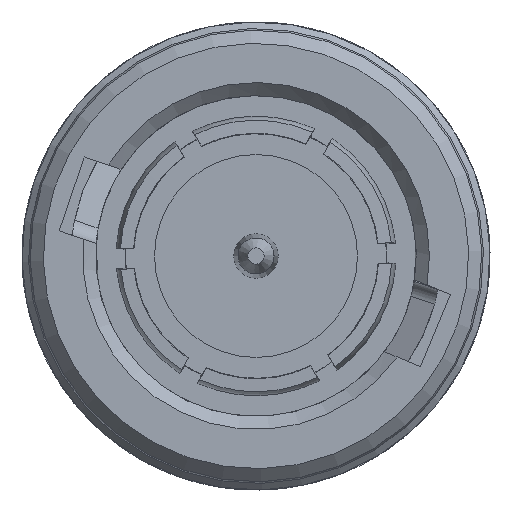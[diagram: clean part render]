
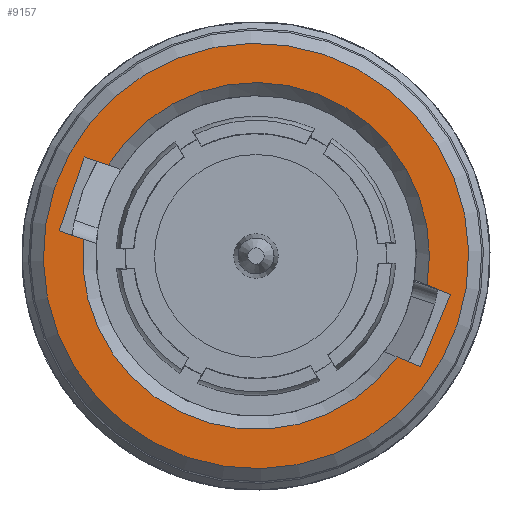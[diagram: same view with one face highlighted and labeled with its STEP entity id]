
A CAD part, left-side view. The second image highlights one B-rep face of the part: STEP entity #9157.
In plain terms, the highlighted planar face has unit normal (-1, 0, 0).
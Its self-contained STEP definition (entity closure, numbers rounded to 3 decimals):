
#372 = VERTEX_POINT ( 'NONE', #919 ) ;
#373 = VERTEX_POINT ( 'NONE', #921 ) ;
#471 = VERTEX_POINT ( 'NONE', #941 ) ;
#919 = CARTESIAN_POINT ( 'NONE',  ( -63.211, 4.514, 2.777 ) ) ;
#921 = CARTESIAN_POINT ( 'NONE',  ( -63.211, -4.309, -3.086 ) ) ;
#941 = CARTESIAN_POINT ( 'NONE',  ( -63.211, -5.226, -0.884 ) ) ;
#1538 = AXIS2_PLACEMENT_3D ( 'NONE', #17314, #17315, #17316 ) ;
#1948 = VECTOR ( 'NONE', #17313, 1000. ) ;
#2185 = CIRCLE ( 'NONE', #2186, 6.5 ) ;
#2186 = AXIS2_PLACEMENT_3D ( 'NONE', #17164, #17165, #17166 ) ;
#2187 = VECTOR ( 'NONE', #17168, 1000. ) ;
#2211 = VECTOR ( 'NONE', #17304, 1000. ) ;
#2212 = CIRCLE ( 'NONE', #2215, 5.3 ) ;
#2214 = VECTOR ( 'NONE', #17308, 1000. ) ;
#2215 = AXIS2_PLACEMENT_3D ( 'NONE', #17309, #17310, #17311 ) ;
#2216 = CIRCLE ( 'NONE', #1538, 5.3 ) ;
#2218 = VECTOR ( 'NONE', #17318, 1000. ) ;
#2219 = VECTOR ( 'NONE', #17320, 1000. ) ;
#3408 = AXIS2_PLACEMENT_3D ( 'NONE', #23098, #23099, #23100 ) ;
#5594 = EDGE_CURVE ( 'NONE', #19049, #19049, #2185, .T. ) ;
#5595 = EDGE_CURVE ( 'NONE', #11876, #11875, #13156, .T. ) ;
#5624 = EDGE_CURVE ( 'NONE', #11898, #11899, #13269, .T. ) ;
#5626 = EDGE_CURVE ( 'NONE', #11900, #11876, #13271, .T. ) ;
#5627 = EDGE_CURVE ( 'NONE', #11900, #373, #2212, .T. ) ;
#5628 = EDGE_CURVE ( 'NONE', #372, #11875, #13272, .T. ) ;
#5629 = EDGE_CURVE ( 'NONE', #471, #372, #2216, .T. ) ;
#5630 = EDGE_CURVE ( 'NONE', #471, #11899, #13273, .T. ) ;
#5631 = EDGE_CURVE ( 'NONE', #373, #11898, #13274, .T. ) ;
#6499 = ORIENTED_EDGE ( 'NONE', *, *, #5594, .T. ) ;
#6500 = ORIENTED_EDGE ( 'NONE', *, *, #5627, .F. ) ;
#6501 = ORIENTED_EDGE ( 'NONE', *, *, #5595, .T. ) ;
#6502 = ORIENTED_EDGE ( 'NONE', *, *, #5626, .T. ) ;
#6503 = ORIENTED_EDGE ( 'NONE', *, *, #5628, .F. ) ;
#6504 = ORIENTED_EDGE ( 'NONE', *, *, #5630, .T. ) ;
#6505 = ORIENTED_EDGE ( 'NONE', *, *, #5629, .F. ) ;
#6506 = ORIENTED_EDGE ( 'NONE', *, *, #5624, .F. ) ;
#6507 = ORIENTED_EDGE ( 'NONE', *, *, #5631, .F. ) ;
#6710 = EDGE_LOOP ( 'NONE', ( #6499 ) ) ;
#6775 = EDGE_LOOP ( 'NONE', ( #6500, #6502, #6501, #6503, #6505, #6504, #6506, #6507 ) ) ;
#9157 = ADVANCED_FACE ( 'NONE', ( #18598, #18599 ), #23097, .T. ) ;
#11875 = VERTEX_POINT ( 'NONE', #26572 ) ;
#11876 = VERTEX_POINT ( 'NONE', #26573 ) ;
#11898 = VERTEX_POINT ( 'NONE', #26595 ) ;
#11899 = VERTEX_POINT ( 'NONE', #26596 ) ;
#11900 = VERTEX_POINT ( 'NONE', #26597 ) ;
#13156 = LINE ( 'NONE', #17167, #2187 ) ;
#13269 = LINE ( 'NONE', #17303, #2211 ) ;
#13271 = LINE ( 'NONE', #17307, #2214 ) ;
#13272 = LINE ( 'NONE', #17312, #1948 ) ;
#13273 = LINE ( 'NONE', #17317, #2218 ) ;
#13274 = LINE ( 'NONE', #17319, #2219 ) ;
#17164 = CARTESIAN_POINT ( 'NONE',  ( -63.211, 0., 0. ) ) ;
#17165 = DIRECTION ( 'NONE',  ( -1., 0., 0. ) ) ;
#17166 = DIRECTION ( 'NONE',  ( 0., -0.319, 0.948 ) ) ;
#17167 = CARTESIAN_POINT ( 'NONE',  ( -63.211, 6.01, 0.765 ) ) ;
#17168 = DIRECTION ( 'NONE',  ( 0., -0.319, 0.948 ) ) ;
#17303 = CARTESIAN_POINT ( 'NONE',  ( -63.211, -5.026, -3.384 ) ) ;
#17304 = DIRECTION ( 'NONE',  ( 0., -0.384, 0.923 ) ) ;
#17307 = CARTESIAN_POINT ( 'NONE',  ( -63.211, 4.616, 0.295 ) ) ;
#17308 = DIRECTION ( 'NONE',  ( 0., 0.948, 0.319 ) ) ;
#17309 = CARTESIAN_POINT ( 'NONE',  ( -63.211, 0., 0. ) ) ;
#17310 = DIRECTION ( 'NONE',  ( -1., 0., 0. ) ) ;
#17311 = DIRECTION ( 'NONE',  ( 0., -0.319, 0.948 ) ) ;
#17312 = CARTESIAN_POINT ( 'NONE',  ( -63.211, 3.855, 2.556 ) ) ;
#17313 = DIRECTION ( 'NONE',  ( 0., 0.948, 0.319 ) ) ;
#17314 = CARTESIAN_POINT ( 'NONE',  ( -63.211, 0., 0. ) ) ;
#17315 = DIRECTION ( 'NONE',  ( -1., 0., 0. ) ) ;
#17316 = DIRECTION ( 'NONE',  ( 0., -0.319, 0.948 ) ) ;
#17317 = CARTESIAN_POINT ( 'NONE',  ( -63.211, -4.584, -0.616 ) ) ;
#17318 = DIRECTION ( 'NONE',  ( 0., -0.923, -0.384 ) ) ;
#17319 = CARTESIAN_POINT ( 'NONE',  ( -63.211, -3.667, -2.818 ) ) ;
#17320 = DIRECTION ( 'NONE',  ( 0., -0.923, -0.384 ) ) ;
#18598 = FACE_OUTER_BOUND ( 'NONE', #6710, .T. ) ;
#18599 = FACE_BOUND ( 'NONE', #6775, .T. ) ;
#19049 = VERTEX_POINT ( 'NONE', #27021 ) ;
#23097 = PLANE ( 'NONE',  #3408 ) ;
#23098 = CARTESIAN_POINT ( 'NONE',  ( -63.211, 5.023, 1.691 ) ) ;
#23099 = DIRECTION ( 'NONE',  ( -1., 0., 0. ) ) ;
#23100 = DIRECTION ( 'NONE',  ( 0., -0.319, 0.948 ) ) ;
#26572 = CARTESIAN_POINT ( 'NONE',  ( -63.211, 5.249, 3.025 ) ) ;
#26573 = CARTESIAN_POINT ( 'NONE',  ( -63.211, 6.01, 0.765 ) ) ;
#26595 = CARTESIAN_POINT ( 'NONE',  ( -63.211, -5.026, -3.384 ) ) ;
#26596 = CARTESIAN_POINT ( 'NONE',  ( -63.211, -5.942, -1.182 ) ) ;
#26597 = CARTESIAN_POINT ( 'NONE',  ( -63.211, 5.275, 0.517 ) ) ;
#27021 = CARTESIAN_POINT ( 'NONE',  ( -63.211, -2.073, 6.16 ) ) ;
